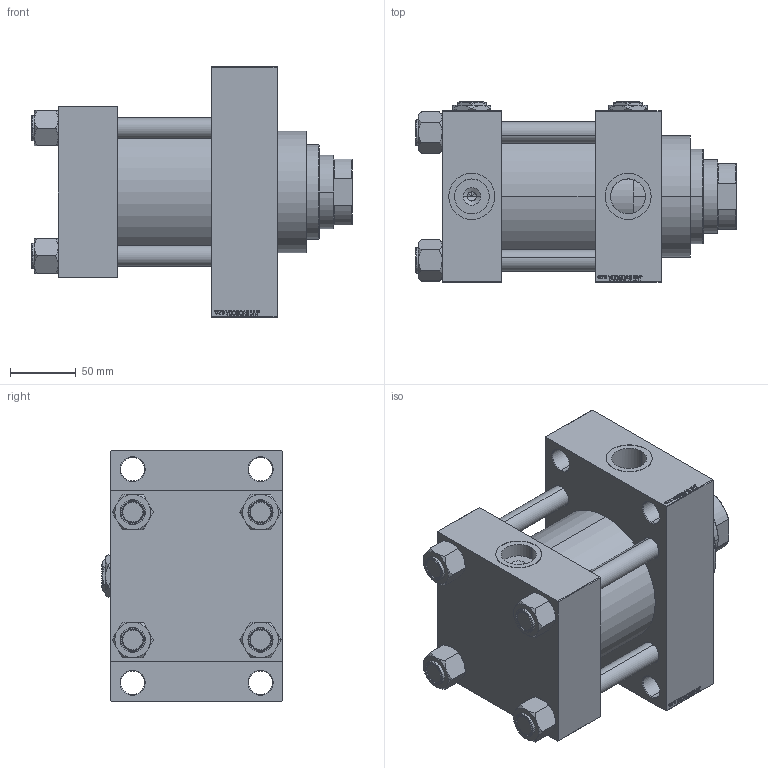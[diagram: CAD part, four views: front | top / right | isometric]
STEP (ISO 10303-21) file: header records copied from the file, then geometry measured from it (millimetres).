
FILE_DESCRIPTION (( 'STEP AP203' ), '1' );
FILE_NAME ('99dc.STEP', '2022-04-16T09:34:48', ( '' ), ( '' ), 'SwSTEP 2.0', 'SolidWorks 2019', '' );
FILE_SCHEMA (( 'CONFIG_CONTROL_DESIGN' ));
Length unit declared in the file: millimetre
Products named in the file (7): V215_VC_A 58ef1ed48f4e1b4b936780b38f5491a6; V215CR_D_Body 58ef1ed48f4e1b4b936780b38f5491a6; V215CR_VCP_D 58ef1ed48f4e1b4b936780b38f5491a6; Zatka_pro_OIL_PORT 58ef1ed48f4e1b4b936780b38f5491a6; V215CR_D_TYCINKA 58ef1ed48f4e1b4b936780b38f5491a6; 99dc; NUT_M5_D 58ef1ed48f4e1b4b936780b38f5491a6
Assembly tree (13 placements, depth 2):
  99dc
    V215CR_D_Body 58ef1ed48f4e1b4b936780b38f5491a6
    V215CR_VCP_D 58ef1ed48f4e1b4b936780b38f5491a6
    NUT_M5_D 58ef1ed48f4e1b4b936780b38f5491a6  x4
    V215CR_D_TYCINKA 58ef1ed48f4e1b4b936780b38f5491a6  x4
    V215_VC_A 58ef1ed48f4e1b4b936780b38f5491a6
    Zatka_pro_OIL_PORT 58ef1ed48f4e1b4b936780b38f5491a6  x2
Bounding box: 243 x 137 x 190 mm (x, y, z)
Volume: 2613359.6 mm3; surface area: 369127 mm2
Topology: 13 solids, 13 shells, 1260 faces, 3162 edges, 2046 vertices
Faces by surface type: plane 595, bspline 368, cone 186, cylinder 103, torus 8
Entity records: 50095 total; most frequent: CARTESIAN_POINT 25951, ORIENTED_EDGE 5396, DIRECTION 3570, EDGE_CURVE 2698, VERTEX_POINT 1766, LINE 1576, VECTOR 1576, EDGE_LOOP 1202
